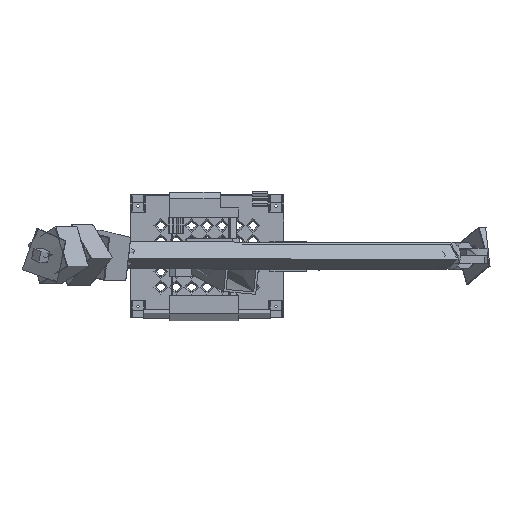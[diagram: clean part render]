
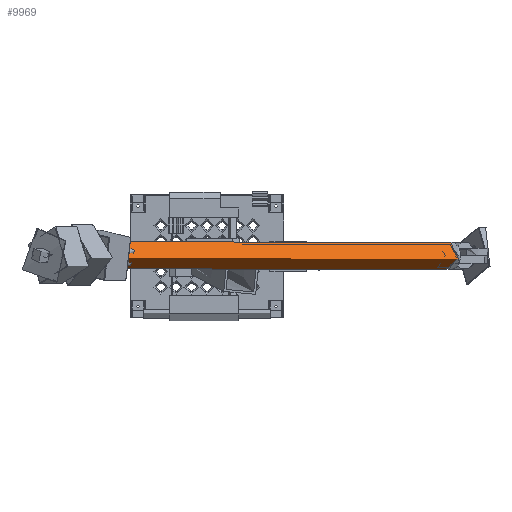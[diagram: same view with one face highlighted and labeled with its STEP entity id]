
A CAD part, top view. The second image highlights one B-rep face of the part: STEP entity #9969.
In plain terms, the highlighted cylindrical face has radius 9 mm (diameter 18 mm), a full revolution.
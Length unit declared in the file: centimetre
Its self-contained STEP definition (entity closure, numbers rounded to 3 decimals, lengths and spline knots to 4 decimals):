
#3679=CYLINDRICAL_SURFACE('',#10797,0.9);
#5129=VERTEX_POINT('',#28157);
#5130=VERTEX_POINT('',#28159);
#5550=CIRCLE('',#10798,0.9);
#5551=CIRCLE('',#10799,0.9);
#6332=EDGE_CURVE('',#5129,#5129,#5550,.T.);
#6333=EDGE_CURVE('',#5130,#5130,#5551,.T.);
#7895=ORIENTED_EDGE('',*,*,#6332,.T.);
#7896=ORIENTED_EDGE('',*,*,#6333,.T.);
#8738=EDGE_LOOP('',(#7895));
#8739=EDGE_LOOP('',(#7896));
#9498=FACE_BOUND('',#8738,.T.);
#9499=FACE_BOUND('',#8739,.T.);
#9969=ADVANCED_FACE('',(#9498,#9499),#3679,.T.);
#10797=AXIS2_PLACEMENT_3D('',#28155,#32790,#32791);
#10798=AXIS2_PLACEMENT_3D('',#28156,#32792,#32793);
#10799=AXIS2_PLACEMENT_3D('',#28158,#32794,#32795);
#28155=CARTESIAN_POINT('',(0.,0.,0.));
#28156=CARTESIAN_POINT('',(0.,0.,30.));
#28157=CARTESIAN_POINT('',(0.9,0.,30.));
#28158=CARTESIAN_POINT('',(0.,0.,0.));
#28159=CARTESIAN_POINT('',(0.9,0.,0.));
#32790=DIRECTION('',(0.,0.,1.));
#32791=DIRECTION('',(0.9,0.,0.));
#32792=DIRECTION('',(0.,0.,-1.));
#32793=DIRECTION('',(0.9,0.,0.));
#32794=DIRECTION('',(0.,0.,1.));
#32795=DIRECTION('',(0.9,0.,0.));
